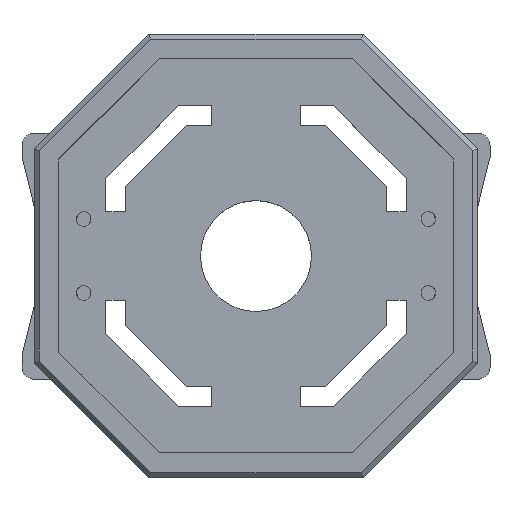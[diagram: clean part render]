
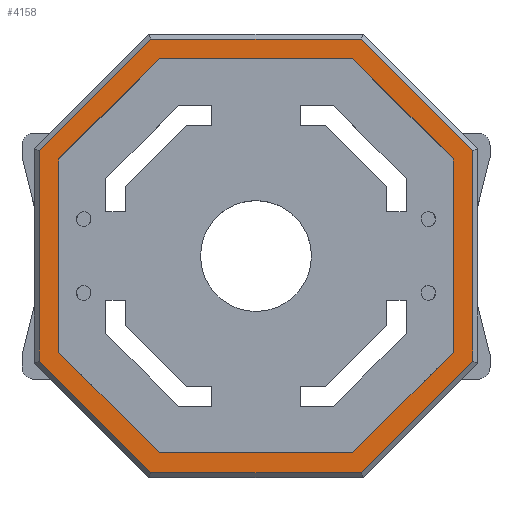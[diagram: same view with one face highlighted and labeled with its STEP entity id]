
A CAD part, top view. The second image highlights one B-rep face of the part: STEP entity #4158.
In plain terms, the highlighted planar face has unit normal (0, 0, 1).
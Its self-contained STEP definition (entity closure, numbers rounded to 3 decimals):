
#4024=AXIS2_PLACEMENT_3D('Plane Axis2P3D',#4021,#4022,#4023) ;
#4021=CARTESIAN_POINT('Axis2P3D Location',(0.,0.,35.)) ;
#4026=CARTESIAN_POINT('Line Origine',(-65.332,65.332,35.)) ;
#4030=CARTESIAN_POINT('Vertex',(-42.664,88.,35.)) ;
#4032=CARTESIAN_POINT('Vertex',(-88.,42.664,35.)) ;
#4035=CARTESIAN_POINT('Line Origine',(-88.,0.,35.)) ;
#4039=CARTESIAN_POINT('Vertex',(-88.,-42.664,35.)) ;
#4042=CARTESIAN_POINT('Line Origine',(-65.332,-65.332,35.)) ;
#4046=CARTESIAN_POINT('Vertex',(-42.664,-88.,35.)) ;
#4049=CARTESIAN_POINT('Line Origine',(0.,-88.,35.)) ;
#4053=CARTESIAN_POINT('Vertex',(42.664,-88.,35.)) ;
#4056=CARTESIAN_POINT('Line Origine',(65.332,-65.332,35.)) ;
#4060=CARTESIAN_POINT('Vertex',(88.,-42.664,35.)) ;
#4063=CARTESIAN_POINT('Line Origine',(88.,0.,35.)) ;
#4067=CARTESIAN_POINT('Vertex',(88.,42.664,35.)) ;
#4070=CARTESIAN_POINT('Line Origine',(65.332,65.332,35.)) ;
#4074=CARTESIAN_POINT('Vertex',(42.664,88.,35.)) ;
#4077=CARTESIAN_POINT('Line Origine',(0.,88.,35.)) ;
#4092=CARTESIAN_POINT('Line Origine',(-59.675,-59.675,35.)) ;
#4096=CARTESIAN_POINT('Vertex',(-39.35,-80.,35.)) ;
#4098=CARTESIAN_POINT('Vertex',(-80.,-39.35,35.)) ;
#4101=CARTESIAN_POINT('Line Origine',(-80.,0.,35.)) ;
#4105=CARTESIAN_POINT('Vertex',(-80.,39.35,35.)) ;
#4108=CARTESIAN_POINT('Line Origine',(-59.675,59.675,35.)) ;
#4112=CARTESIAN_POINT('Vertex',(-39.35,80.,35.)) ;
#4115=CARTESIAN_POINT('Line Origine',(0.,80.,35.)) ;
#4119=CARTESIAN_POINT('Vertex',(39.35,80.,35.)) ;
#4122=CARTESIAN_POINT('Line Origine',(59.675,59.675,35.)) ;
#4126=CARTESIAN_POINT('Vertex',(80.,39.35,35.)) ;
#4129=CARTESIAN_POINT('Line Origine',(80.,0.,35.)) ;
#4133=CARTESIAN_POINT('Vertex',(80.,-39.35,35.)) ;
#4136=CARTESIAN_POINT('Line Origine',(59.675,-59.675,35.)) ;
#4140=CARTESIAN_POINT('Vertex',(39.35,-80.,35.)) ;
#4143=CARTESIAN_POINT('Line Origine',(0.,-80.,35.)) ;
#4022=DIRECTION('Axis2P3D Direction',(0.,0.,1.)) ;
#4023=DIRECTION('Axis2P3D XDirection',(1.,0.,0.)) ;
#4027=DIRECTION('Vector Direction',(0.707,0.707,0.)) ;
#4036=DIRECTION('Vector Direction',(0.,1.,0.)) ;
#4043=DIRECTION('Vector Direction',(-0.707,0.707,0.)) ;
#4050=DIRECTION('Vector Direction',(-1.,0.,0.)) ;
#4057=DIRECTION('Vector Direction',(-0.707,-0.707,0.)) ;
#4064=DIRECTION('Vector Direction',(0.,-1.,0.)) ;
#4071=DIRECTION('Vector Direction',(0.707,-0.707,0.)) ;
#4078=DIRECTION('Vector Direction',(1.,0.,0.)) ;
#4093=DIRECTION('Vector Direction',(-0.707,0.707,0.)) ;
#4102=DIRECTION('Vector Direction',(0.,1.,0.)) ;
#4109=DIRECTION('Vector Direction',(0.707,0.707,0.)) ;
#4116=DIRECTION('Vector Direction',(1.,0.,0.)) ;
#4123=DIRECTION('Vector Direction',(0.707,-0.707,0.)) ;
#4130=DIRECTION('Vector Direction',(0.,-1.,0.)) ;
#4137=DIRECTION('Vector Direction',(-0.707,-0.707,0.)) ;
#4144=DIRECTION('Vector Direction',(-1.,0.,0.)) ;
#4028=VECTOR('Line Direction',#4027,1.) ;
#4037=VECTOR('Line Direction',#4036,1.) ;
#4044=VECTOR('Line Direction',#4043,1.) ;
#4051=VECTOR('Line Direction',#4050,1.) ;
#4058=VECTOR('Line Direction',#4057,1.) ;
#4065=VECTOR('Line Direction',#4064,1.) ;
#4072=VECTOR('Line Direction',#4071,1.) ;
#4079=VECTOR('Line Direction',#4078,1.) ;
#4094=VECTOR('Line Direction',#4093,1.) ;
#4103=VECTOR('Line Direction',#4102,1.) ;
#4110=VECTOR('Line Direction',#4109,1.) ;
#4117=VECTOR('Line Direction',#4116,1.) ;
#4124=VECTOR('Line Direction',#4123,1.) ;
#4131=VECTOR('Line Direction',#4130,1.) ;
#4138=VECTOR('Line Direction',#4137,1.) ;
#4145=VECTOR('Line Direction',#4144,1.) ;
#4083=ORIENTED_EDGE('',*,*,#4034,.T.) ;
#4084=ORIENTED_EDGE('',*,*,#4041,.T.) ;
#4085=ORIENTED_EDGE('',*,*,#4048,.T.) ;
#4086=ORIENTED_EDGE('',*,*,#4055,.T.) ;
#4087=ORIENTED_EDGE('',*,*,#4062,.T.) ;
#4088=ORIENTED_EDGE('',*,*,#4069,.T.) ;
#4089=ORIENTED_EDGE('',*,*,#4076,.T.) ;
#4090=ORIENTED_EDGE('',*,*,#4081,.T.) ;
#4149=ORIENTED_EDGE('',*,*,#4100,.T.) ;
#4150=ORIENTED_EDGE('',*,*,#4107,.T.) ;
#4151=ORIENTED_EDGE('',*,*,#4114,.T.) ;
#4152=ORIENTED_EDGE('',*,*,#4121,.T.) ;
#4153=ORIENTED_EDGE('',*,*,#4128,.T.) ;
#4154=ORIENTED_EDGE('',*,*,#4135,.T.) ;
#4155=ORIENTED_EDGE('',*,*,#4142,.T.) ;
#4156=ORIENTED_EDGE('',*,*,#4147,.T.) ;
#4157=FACE_BOUND('',#4148,.T.) ;
#4158=ADVANCED_FACE('PartBody',(#4091,#4157),#4025,.T.) ;
#4034=EDGE_CURVE('',#4031,#4033,#4029,.F.) ;
#4041=EDGE_CURVE('',#4033,#4040,#4038,.F.) ;
#4048=EDGE_CURVE('',#4040,#4047,#4045,.F.) ;
#4055=EDGE_CURVE('',#4047,#4054,#4052,.F.) ;
#4062=EDGE_CURVE('',#4054,#4061,#4059,.F.) ;
#4069=EDGE_CURVE('',#4061,#4068,#4066,.F.) ;
#4076=EDGE_CURVE('',#4068,#4075,#4073,.F.) ;
#4081=EDGE_CURVE('',#4075,#4031,#4080,.F.) ;
#4100=EDGE_CURVE('',#4097,#4099,#4095,.T.) ;
#4107=EDGE_CURVE('',#4099,#4106,#4104,.T.) ;
#4114=EDGE_CURVE('',#4106,#4113,#4111,.T.) ;
#4121=EDGE_CURVE('',#4113,#4120,#4118,.T.) ;
#4128=EDGE_CURVE('',#4120,#4127,#4125,.T.) ;
#4135=EDGE_CURVE('',#4127,#4134,#4132,.T.) ;
#4142=EDGE_CURVE('',#4134,#4141,#4139,.T.) ;
#4147=EDGE_CURVE('',#4141,#4097,#4146,.T.) ;
#4082=EDGE_LOOP('',(#4083,#4084,#4085,#4086,#4087,#4088,#4089,#4090)) ;
#4148=EDGE_LOOP('',(#4149,#4150,#4151,#4152,#4153,#4154,#4155,#4156)) ;
#4091=FACE_OUTER_BOUND('',#4082,.T.) ;
#4029=LINE('Line',#4026,#4028) ;
#4038=LINE('Line',#4035,#4037) ;
#4045=LINE('Line',#4042,#4044) ;
#4052=LINE('Line',#4049,#4051) ;
#4059=LINE('Line',#4056,#4058) ;
#4066=LINE('Line',#4063,#4065) ;
#4073=LINE('Line',#4070,#4072) ;
#4080=LINE('Line',#4077,#4079) ;
#4095=LINE('Line',#4092,#4094) ;
#4104=LINE('Line',#4101,#4103) ;
#4111=LINE('Line',#4108,#4110) ;
#4118=LINE('Line',#4115,#4117) ;
#4125=LINE('Line',#4122,#4124) ;
#4132=LINE('Line',#4129,#4131) ;
#4139=LINE('Line',#4136,#4138) ;
#4146=LINE('Line',#4143,#4145) ;
#4025=PLANE('',#4024) ;
#4031=VERTEX_POINT('',#4030) ;
#4033=VERTEX_POINT('',#4032) ;
#4040=VERTEX_POINT('',#4039) ;
#4047=VERTEX_POINT('',#4046) ;
#4054=VERTEX_POINT('',#4053) ;
#4061=VERTEX_POINT('',#4060) ;
#4068=VERTEX_POINT('',#4067) ;
#4075=VERTEX_POINT('',#4074) ;
#4097=VERTEX_POINT('',#4096) ;
#4099=VERTEX_POINT('',#4098) ;
#4106=VERTEX_POINT('',#4105) ;
#4113=VERTEX_POINT('',#4112) ;
#4120=VERTEX_POINT('',#4119) ;
#4127=VERTEX_POINT('',#4126) ;
#4134=VERTEX_POINT('',#4133) ;
#4141=VERTEX_POINT('',#4140) ;
